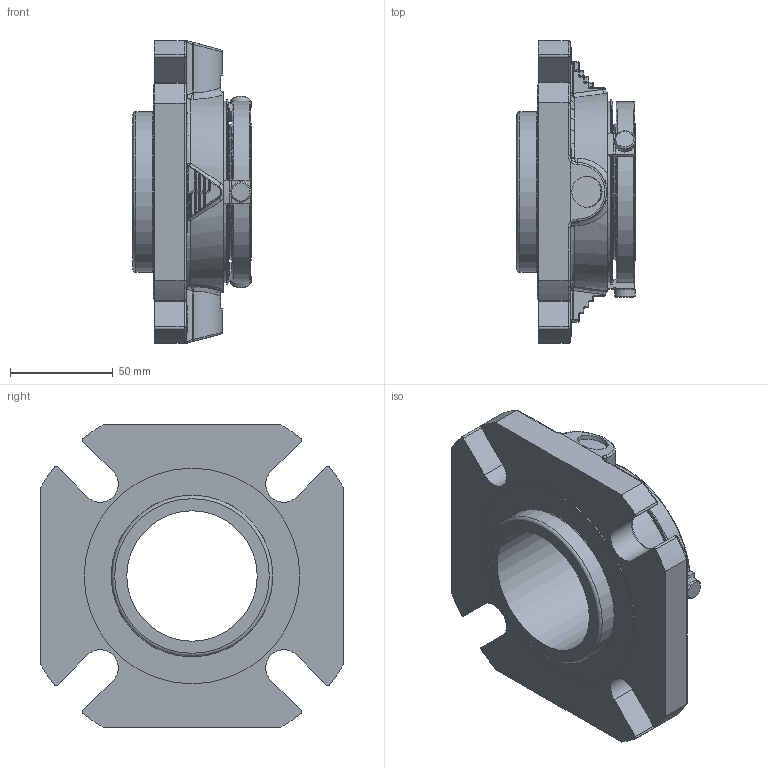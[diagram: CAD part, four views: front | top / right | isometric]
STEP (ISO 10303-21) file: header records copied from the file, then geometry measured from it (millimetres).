
FILE_DESCRIPTION(/* description */ ('Unknown'),/* implementation_level */ '2;1');
FILE_NAME(/* name */ '2.500 SMSS SEAL ARRANGEMENT',/* time_stamp */ '2023-04-17T14:09:53+01:00',/* author */ ('Unknown'),/* organization */ ('Unknown'),/* preprocessor_version */ 'ST-DEVELOPER v18.102',/* originating_system */ 'Solid Edge',/* authorisation */ 'Unknown');
FILE_SCHEMA (('AUTOMOTIVE_DESIGN {1 0 10303 214 3 1 1}'));
Length unit declared in the file: millimetre
Products named in the file (1): 2.500
Bounding box: 57.63 x 147.32 x 147.32 mm (x, y, z)
Volume: 388092.6 mm3; surface area: 72421.6 mm2
Topology: 1 solids, 1 shells, 847 faces, 2205 edges, 1379 vertices
Faces by surface type: cylinder 277, plane 274, bspline 176, torus 71, sphere 39, cone 10
Full cylindrical faces by diameter (mm): 4.837 x2, 10 x3, 15.25 x2, 63.5 x1, 65.888 x1, 66.65 x1, 67.158 x1, 78.334 x1, 88.392 x2, 89.916 x1, 105 x1
Entity records: 29860 total; most frequent: CARTESIAN_POINT 11027, ORIENTED_EDGE 4292, DIRECTION 3283, EDGE_CURVE 2146, VERTEX_POINT 1363, AXIS2_PLACEMENT_3D 1199, EDGE_LOOP 923, FACE_BOUND 923
